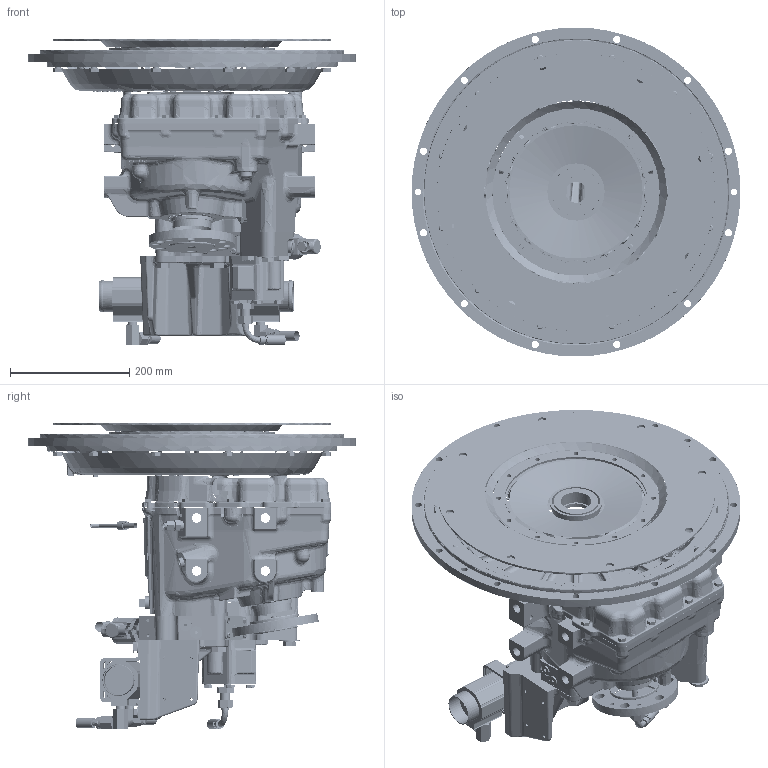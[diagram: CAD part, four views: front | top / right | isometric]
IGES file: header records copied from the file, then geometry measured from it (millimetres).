
Start section: SolidWorks IGES file using analytic representation for surfaces
Global section: file name: PX13019C.IGS; native system: SolidWorks 2015; preprocessor: SolidWorks 2015; author: dvandooren; date: 170714.170738; units: millimetre
Bounding box: 552.45 x 552.45 x 515.44 mm (x, y, z)
Surface area: 1914204.4 mm2 (no closed solid volume)
Topology: 0 solids, 0 shells, 3711 faces, 72917 edges, 72347 vertices
Faces by surface type: bspline 2302, revolution 1409
